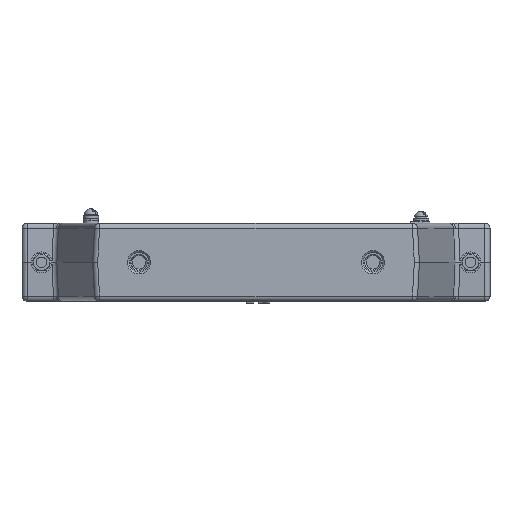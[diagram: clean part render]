
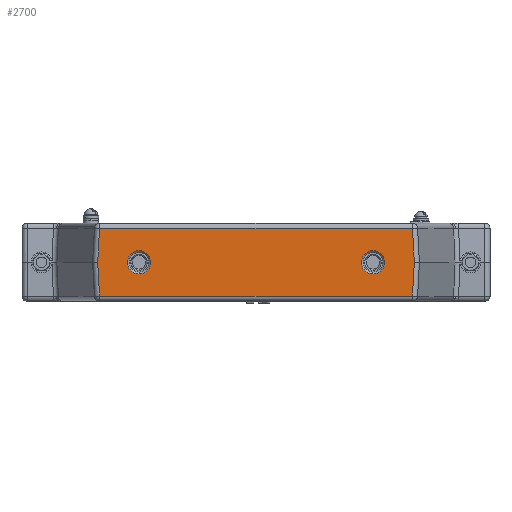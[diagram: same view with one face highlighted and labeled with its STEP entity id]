
A CAD part, front view. The second image highlights one B-rep face of the part: STEP entity #2700.
In plain terms, the highlighted planar face has unit normal (0, -1, 0).
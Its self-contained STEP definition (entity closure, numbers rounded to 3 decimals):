
#621 = DIRECTION ( 'NONE',  ( 0., 0., 1. ) ) ;
#622 = DIRECTION ( 'NONE',  ( 0., -1., 0. ) ) ;
#628 = CARTESIAN_POINT ( 'NONE',  ( 4.312, -119.188, -30. ) ) ;
#629 = PLANE ( 'NONE',  #18394 ) ;
#759 = VERTEX_POINT ( 'NONE', #1661 ) ;
#802 = VERTEX_POINT ( 'NONE', #1653 ) ;
#842 = VERTEX_POINT ( 'NONE', #1712 ) ;
#878 = VERTEX_POINT ( 'NONE', #1927 ) ;
#908 = VERTEX_POINT ( 'NONE', #1794 ) ;
#952 = VERTEX_POINT ( 'NONE', #1823 ) ;
#956 = VERTEX_POINT ( 'NONE', #1819 ) ;
#1022 = VERTEX_POINT ( 'NONE', #1781 ) ;
#1029 = VERTEX_POINT ( 'NONE', #1769 ) ;
#1034 = VERTEX_POINT ( 'NONE', #1930 ) ;
#1653 = CARTESIAN_POINT ( 'NONE',  ( 94.312, -119.188, -9. ) ) ;
#1661 = CARTESIAN_POINT ( 'NONE',  ( 124.696, -119.188, -26. ) ) ;
#1712 = CARTESIAN_POINT ( 'NONE',  ( -85.688, -119.188, -9. ) ) ;
#1769 = CARTESIAN_POINT ( 'NONE',  ( -116.072, -119.188, 26. ) ) ;
#1781 = CARTESIAN_POINT ( 'NONE',  ( 94.312, -119.188, 9. ) ) ;
#1794 = CARTESIAN_POINT ( 'NONE',  ( -117.468, -119.188, 0. ) ) ;
#1819 = CARTESIAN_POINT ( 'NONE',  ( -85.688, -119.188, 9. ) ) ;
#1823 = CARTESIAN_POINT ( 'NONE',  ( -116.072, -119.188, -26. ) ) ;
#1927 = CARTESIAN_POINT ( 'NONE',  ( 124.696, -119.188, 26. ) ) ;
#1930 = CARTESIAN_POINT ( 'NONE',  ( 126.092, -119.188, 0. ) ) ;
#2700 = ADVANCED_FACE ( 'NONE', ( #7279, #7266, #7267 ), #629, .T. ) ;
#2965 = CARTESIAN_POINT ( 'NONE',  ( 4.312, -119.188, -26. ) ) ;
#2973 = DIRECTION ( 'NONE',  ( 1., 0., 0. ) ) ;
#3038 = CARTESIAN_POINT ( 'NONE',  ( 94.312, -119.188, 0. ) ) ;
#3041 = DIRECTION ( 'NONE',  ( -0.054, 0., -0.999 ) ) ;
#3076 = DIRECTION ( 'NONE',  ( -0.054, 0., 0.999 ) ) ;
#3081 = CARTESIAN_POINT ( 'NONE',  ( -85.688, -119.188, 0. ) ) ;
#3082 = CARTESIAN_POINT ( 'NONE',  ( -117.477, -119.188, -0.172 ) ) ;
#3134 = DIRECTION ( 'NONE',  ( 0., 0., 1. ) ) ;
#3135 = DIRECTION ( 'NONE',  ( 0., 1., 0. ) ) ;
#3245 = CARTESIAN_POINT ( 'NONE',  ( 4.312, -119.188, 26. ) ) ;
#3247 = DIRECTION ( 'NONE',  ( -1., 0., 0. ) ) ;
#3462 = DIRECTION ( 'NONE',  ( 0., 1., 0. ) ) ;
#3464 = CARTESIAN_POINT ( 'NONE',  ( 124.137, -119.188, 36.43 ) ) ;
#3601 = DIRECTION ( 'NONE',  ( 0.054, 0., 0.999 ) ) ;
#3711 = CARTESIAN_POINT ( 'NONE',  ( 124.137, -119.188, -36.43 ) ) ;
#3840 = DIRECTION ( 'NONE',  ( 0., 0., 1. ) ) ;
#4007 = VECTOR ( 'NONE', #2973, 1000. ) ;
#4063 = VECTOR ( 'NONE', #3041, 1000. ) ;
#4073 = CIRCLE ( 'NONE', #11136, 9. ) ;
#4077 = CIRCLE ( 'NONE', #11126, 9. ) ;
#4078 = LINE ( 'NONE', #3464, #4111 ) ;
#4082 = LINE ( 'NONE', #3082, #4063 ) ;
#4088 = LINE ( 'NONE', #2965, #4007 ) ;
#4111 = VECTOR ( 'NONE', #3076, 1000. ) ;
#4310 = LINE ( 'NONE', #3711, #4364 ) ;
#4357 = VECTOR ( 'NONE', #3247, 1000. ) ;
#4358 = LINE ( 'NONE', #3245, #4357 ) ;
#4364 = VECTOR ( 'NONE', #3601, 1000. ) ;
#6693 = CIRCLE ( 'NONE', #18543, 9. ) ;
#6698 = CIRCLE ( 'NONE', #18530, 9. ) ;
#6861 = LINE ( 'NONE', #11015, #6862 ) ;
#6862 = VECTOR ( 'NONE', #11002, 1000. ) ;
#7266 = FACE_BOUND ( 'NONE', #16934, .T. ) ;
#7267 = FACE_BOUND ( 'NONE', #16782, .T. ) ;
#7279 = FACE_OUTER_BOUND ( 'NONE', #17374, .T. ) ;
#10213 = EDGE_CURVE ( 'NONE', #908, #952, #6861, .T. ) ;
#10244 = EDGE_CURVE ( 'NONE', #956, #842, #6698, .T. ) ;
#10250 = EDGE_CURVE ( 'NONE', #1022, #802, #6693, .T. ) ;
#10858 = DIRECTION ( 'NONE',  ( 0., 1., 0. ) ) ;
#10862 = CARTESIAN_POINT ( 'NONE',  ( -85.688, -119.188, 0. ) ) ;
#10868 = DIRECTION ( 'NONE',  ( 0., 0., 1. ) ) ;
#10912 = CARTESIAN_POINT ( 'NONE',  ( 94.312, -119.188, 0. ) ) ;
#11002 = DIRECTION ( 'NONE',  ( 0.054, 0., -0.999 ) ) ;
#11015 = CARTESIAN_POINT ( 'NONE',  ( -115.867, -119.188, -29.828 ) ) ;
#11126 = AXIS2_PLACEMENT_3D ( 'NONE', #3038, #3462, #3840 ) ;
#11136 = AXIS2_PLACEMENT_3D ( 'NONE', #3081, #3135, #3134 ) ;
#11287 = DIRECTION ( 'NONE',  ( 0., 1., 0. ) ) ;
#11288 = DIRECTION ( 'NONE',  ( 0., 0., 1. ) ) ;
#11747 = ORIENTED_EDGE ( 'NONE', *, *, #10250, .T. ) ;
#11963 = ORIENTED_EDGE ( 'NONE', *, *, #13796, .T. ) ;
#11984 = ORIENTED_EDGE ( 'NONE', *, *, #13738, .T. ) ;
#12234 = ORIENTED_EDGE ( 'NONE', *, *, #13731, .T. ) ;
#12330 = ORIENTED_EDGE ( 'NONE', *, *, #13833, .T. ) ;
#12424 = ORIENTED_EDGE ( 'NONE', *, *, #13732, .T. ) ;
#12444 = ORIENTED_EDGE ( 'NONE', *, *, #13725, .T. ) ;
#12445 = ORIENTED_EDGE ( 'NONE', *, *, #10213, .T. ) ;
#13725 = EDGE_CURVE ( 'NONE', #952, #759, #4088, .T. ) ;
#13728 = EDGE_CURVE ( 'NONE', #1029, #908, #4082, .T. ) ;
#13731 = EDGE_CURVE ( 'NONE', #1034, #878, #4078, .T. ) ;
#13732 = EDGE_CURVE ( 'NONE', #802, #1022, #4077, .T. ) ;
#13738 = EDGE_CURVE ( 'NONE', #842, #956, #4073, .T. ) ;
#13796 = EDGE_CURVE ( 'NONE', #759, #1034, #4310, .T. ) ;
#13833 = EDGE_CURVE ( 'NONE', #878, #1029, #4358, .T. ) ;
#16681 = ORIENTED_EDGE ( 'NONE', *, *, #10244, .T. ) ;
#16782 = EDGE_LOOP ( 'NONE', ( #16681, #11984 ) ) ;
#16934 = EDGE_LOOP ( 'NONE', ( #11747, #12424 ) ) ;
#17229 = ORIENTED_EDGE ( 'NONE', *, *, #13728, .T. ) ;
#17374 = EDGE_LOOP ( 'NONE', ( #11963, #12234, #12330, #17229, #12445, #12444 ) ) ;
#18394 = AXIS2_PLACEMENT_3D ( 'NONE', #628, #622, #621 ) ;
#18530 = AXIS2_PLACEMENT_3D ( 'NONE', #10862, #10858, #10868 ) ;
#18543 = AXIS2_PLACEMENT_3D ( 'NONE', #10912, #11287, #11288 ) ;
